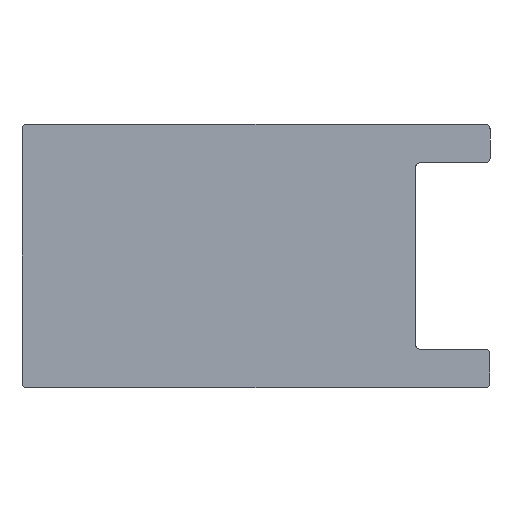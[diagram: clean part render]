
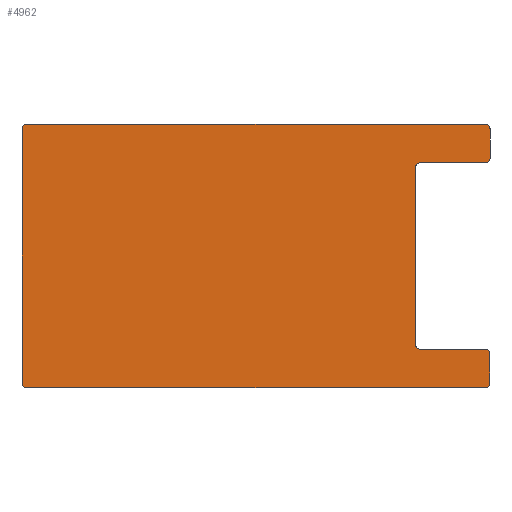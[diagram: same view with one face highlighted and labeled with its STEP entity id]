
A CAD part, front view. The second image highlights one B-rep face of the part: STEP entity #4962.
In plain terms, the highlighted planar face has unit normal (0, -1, 0).
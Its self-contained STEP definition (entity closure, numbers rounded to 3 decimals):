
#12 = VERTEX_POINT ( 'NONE', #2841 ) ;
#49 = DIRECTION ( 'NONE',  ( 0., 0., -1. ) ) ;
#50 = VERTEX_POINT ( 'NONE', #1541 ) ;
#157 = ORIENTED_EDGE ( 'NONE', *, *, #1374, .T. ) ;
#188 = DIRECTION ( 'NONE',  ( 0., 0., -1. ) ) ;
#191 = EDGE_CURVE ( 'NONE', #5578, #4819, #5512, .T. ) ;
#237 = CIRCLE ( 'NONE', #1208, 2.5 ) ;
#308 = ORIENTED_EDGE ( 'NONE', *, *, #2076, .T. ) ;
#313 = ORIENTED_EDGE ( 'NONE', *, *, #3975, .T. ) ;
#383 = CARTESIAN_POINT ( 'NONE',  ( 168.5, -10., 54.2 ) ) ;
#403 = CARTESIAN_POINT ( 'NONE',  ( 168.5, -10., 70.5 ) ) ;
#414 = CARTESIAN_POINT ( 'NONE',  ( 171., -10., 54.2 ) ) ;
#429 = CARTESIAN_POINT ( 'NONE',  ( 132.3, -10., 51.7 ) ) ;
#471 = DIRECTION ( 'NONE',  ( 0., -1., 0. ) ) ;
#477 = CARTESIAN_POINT ( 'NONE',  ( 168.5, -10., 51.7 ) ) ;
#534 = CIRCLE ( 'NONE', #5006, 2.5 ) ;
#592 = DIRECTION ( 'NONE',  ( 0., 0., -1. ) ) ;
#628 = EDGE_CURVE ( 'NONE', #4558, #4971, #4436, .T. ) ;
#642 = CARTESIAN_POINT ( 'NONE',  ( 171., -10., -70.5 ) ) ;
#645 = DIRECTION ( 'NONE',  ( -1., 0., 0. ) ) ;
#716 = CIRCLE ( 'NONE', #1681, 2.5 ) ;
#768 = CARTESIAN_POINT ( 'NONE',  ( 168.5, -10., -73. ) ) ;
#803 = ORIENTED_EDGE ( 'NONE', *, *, #4365, .T. ) ;
#817 = EDGE_LOOP ( 'NONE', ( #3447, #6039, #4567, #3982, #2297, #308, #157, #2817, #5476, #313, #803, #976, #2923, #4196, #1606, #1615 ) ) ;
#846 = DIRECTION ( 'NONE',  ( 0., 0., -1. ) ) ;
#893 = CARTESIAN_POINT ( 'NONE',  ( 129.8, -10., -49.2 ) ) ;
#950 = DIRECTION ( 'NONE',  ( 1., 0., 0. ) ) ;
#976 = ORIENTED_EDGE ( 'NONE', *, *, #4247, .T. ) ;
#1018 = DIRECTION ( 'NONE',  ( 0., 0., -1. ) ) ;
#1037 = DIRECTION ( 'NONE',  ( 0., 0., 1. ) ) ;
#1194 = CARTESIAN_POINT ( 'NONE',  ( 168.5, -10., -51.7 ) ) ;
#1208 = AXIS2_PLACEMENT_3D ( 'NONE', #1795, #5133, #1368 ) ;
#1298 = AXIS2_PLACEMENT_3D ( 'NONE', #2036, #3429, #49 ) ;
#1322 = VERTEX_POINT ( 'NONE', #4883 ) ;
#1368 = DIRECTION ( 'NONE',  ( 0., 0., -1. ) ) ;
#1374 = EDGE_CURVE ( 'NONE', #2631, #3047, #5632, .T. ) ;
#1393 = CARTESIAN_POINT ( 'NONE',  ( -86., -10., -73. ) ) ;
#1441 = VERTEX_POINT ( 'NONE', #3444 ) ;
#1541 = CARTESIAN_POINT ( 'NONE',  ( 132.3, -10., 51.7 ) ) ;
#1570 = EDGE_CURVE ( 'NONE', #50, #4558, #2777, .T. ) ;
#1580 = CARTESIAN_POINT ( 'NONE',  ( -88.5, -10., -70.5 ) ) ;
#1606 = ORIENTED_EDGE ( 'NONE', *, *, #628, .T. ) ;
#1615 = ORIENTED_EDGE ( 'NONE', *, *, #5186, .T. ) ;
#1633 = DIRECTION ( 'NONE',  ( 0., 1., 0. ) ) ;
#1681 = AXIS2_PLACEMENT_3D ( 'NONE', #3917, #1633, #3974 ) ;
#1771 = CARTESIAN_POINT ( 'NONE',  ( 171., -10., -54.2 ) ) ;
#1784 = DIRECTION ( 'NONE',  ( 0., 0., 1. ) ) ;
#1792 = VECTOR ( 'NONE', #1830, 1000. ) ;
#1795 = CARTESIAN_POINT ( 'NONE',  ( -86., -10., -70.5 ) ) ;
#1804 = VECTOR ( 'NONE', #5469, 1000. ) ;
#1805 = CARTESIAN_POINT ( 'NONE',  ( 171., -10., 54.2 ) ) ;
#1829 = VERTEX_POINT ( 'NONE', #2521 ) ;
#1830 = DIRECTION ( 'NONE',  ( 1., 0., 0. ) ) ;
#1900 = CARTESIAN_POINT ( 'NONE',  ( 171., -10., -70.5 ) ) ;
#1919 = DIRECTION ( 'NONE',  ( 0., 0., -1. ) ) ;
#2036 = CARTESIAN_POINT ( 'NONE',  ( 132.3, -10., -49.2 ) ) ;
#2076 = EDGE_CURVE ( 'NONE', #1322, #2631, #4172, .T. ) ;
#2104 = EDGE_CURVE ( 'NONE', #1441, #2131, #4155, .T. ) ;
#2113 = EDGE_CURVE ( 'NONE', #3047, #5578, #5680, .T. ) ;
#2131 = VERTEX_POINT ( 'NONE', #2951 ) ;
#2150 = CARTESIAN_POINT ( 'NONE',  ( 168.5, -10., -54.2 ) ) ;
#2207 = DIRECTION ( 'NONE',  ( 0., -1., 0. ) ) ;
#2297 = ORIENTED_EDGE ( 'NONE', *, *, #3761, .T. ) ;
#2301 = VECTOR ( 'NONE', #1037, 1000. ) ;
#2356 = LINE ( 'NONE', #414, #5210 ) ;
#2464 = AXIS2_PLACEMENT_3D ( 'NONE', #403, #471, #4025 ) ;
#2501 = DIRECTION ( 'NONE',  ( 0., -1., 0. ) ) ;
#2521 = CARTESIAN_POINT ( 'NONE',  ( -88.5, -10., 70.5 ) ) ;
#2582 = AXIS2_PLACEMENT_3D ( 'NONE', #383, #2207, #846 ) ;
#2631 = VERTEX_POINT ( 'NONE', #768 ) ;
#2655 = CIRCLE ( 'NONE', #1298, 2.5 ) ;
#2734 = EDGE_CURVE ( 'NONE', #2131, #5989, #3589, .T. ) ;
#2760 = DIRECTION ( 'NONE',  ( 0., 0., 1. ) ) ;
#2777 = LINE ( 'NONE', #429, #1792 ) ;
#2783 = FACE_OUTER_BOUND ( 'NONE', #817, .T. ) ;
#2817 = ORIENTED_EDGE ( 'NONE', *, *, #2113, .T. ) ;
#2832 = CARTESIAN_POINT ( 'NONE',  ( 168.5, -10., 70.5 ) ) ;
#2841 = CARTESIAN_POINT ( 'NONE',  ( 132.3, -10., -51.7 ) ) ;
#2844 = LINE ( 'NONE', #5569, #4616 ) ;
#2923 = ORIENTED_EDGE ( 'NONE', *, *, #4417, .T. ) ;
#2951 = CARTESIAN_POINT ( 'NONE',  ( 168.5, -10., 73. ) ) ;
#3047 = VERTEX_POINT ( 'NONE', #1900 ) ;
#3141 = EDGE_CURVE ( 'NONE', #1829, #3869, #2844, .T. ) ;
#3383 = VECTOR ( 'NONE', #950, 1000. ) ;
#3387 = VERTEX_POINT ( 'NONE', #893 ) ;
#3429 = DIRECTION ( 'NONE',  ( 0., 1., 0. ) ) ;
#3444 = CARTESIAN_POINT ( 'NONE',  ( 171., -10., 70.5 ) ) ;
#3447 = ORIENTED_EDGE ( 'NONE', *, *, #2104, .T. ) ;
#3467 = AXIS2_PLACEMENT_3D ( 'NONE', #5760, #4309, #4372 ) ;
#3481 = EDGE_CURVE ( 'NONE', #5989, #1829, #534, .T. ) ;
#3589 = LINE ( 'NONE', #5411, #1804 ) ;
#3761 = EDGE_CURVE ( 'NONE', #3869, #1322, #237, .T. ) ;
#3869 = VERTEX_POINT ( 'NONE', #1580 ) ;
#3872 = AXIS2_PLACEMENT_3D ( 'NONE', #2832, #4694, #1919 ) ;
#3898 = CARTESIAN_POINT ( 'NONE',  ( 168.5, -10., -51.7 ) ) ;
#3917 = CARTESIAN_POINT ( 'NONE',  ( 132.3, -10., 49.2 ) ) ;
#3974 = DIRECTION ( 'NONE',  ( 0., 0., -1. ) ) ;
#3975 = EDGE_CURVE ( 'NONE', #4819, #12, #5193, .T. ) ;
#3982 = ORIENTED_EDGE ( 'NONE', *, *, #3141, .T. ) ;
#4025 = DIRECTION ( 'NONE',  ( 0., 0., -1. ) ) ;
#4072 = CARTESIAN_POINT ( 'NONE',  ( 129.8, -10., -49.2 ) ) ;
#4098 = CARTESIAN_POINT ( 'NONE',  ( 129.8, -10., 49.2 ) ) ;
#4155 = CIRCLE ( 'NONE', #3872, 2.5 ) ;
#4172 = LINE ( 'NONE', #1393, #3383 ) ;
#4196 = ORIENTED_EDGE ( 'NONE', *, *, #1570, .T. ) ;
#4247 = EDGE_CURVE ( 'NONE', #3387, #5123, #5975, .T. ) ;
#4309 = DIRECTION ( 'NONE',  ( 0., -1., 0. ) ) ;
#4365 = EDGE_CURVE ( 'NONE', #12, #3387, #2655, .T. ) ;
#4372 = DIRECTION ( 'NONE',  ( 0., 0., -1. ) ) ;
#4392 = DIRECTION ( 'NONE',  ( 0., -1., 0. ) ) ;
#4417 = EDGE_CURVE ( 'NONE', #5123, #50, #716, .T. ) ;
#4436 = CIRCLE ( 'NONE', #2582, 2.5 ) ;
#4556 = PLANE ( 'NONE',  #2464 ) ;
#4558 = VERTEX_POINT ( 'NONE', #477 ) ;
#4567 = ORIENTED_EDGE ( 'NONE', *, *, #3481, .T. ) ;
#4616 = VECTOR ( 'NONE', #1018, 1000. ) ;
#4694 = DIRECTION ( 'NONE',  ( 0., -1., 0. ) ) ;
#4819 = VERTEX_POINT ( 'NONE', #1194 ) ;
#4883 = CARTESIAN_POINT ( 'NONE',  ( -86., -10., -73. ) ) ;
#4962 = ADVANCED_FACE ( 'NONE', ( #2783 ), #4556, .T. ) ;
#4971 = VERTEX_POINT ( 'NONE', #1805 ) ;
#5006 = AXIS2_PLACEMENT_3D ( 'NONE', #5269, #4392, #592 ) ;
#5123 = VERTEX_POINT ( 'NONE', #4098 ) ;
#5133 = DIRECTION ( 'NONE',  ( 0., -1., 0. ) ) ;
#5186 = EDGE_CURVE ( 'NONE', #4971, #1441, #2356, .T. ) ;
#5193 = LINE ( 'NONE', #3898, #5315 ) ;
#5210 = VECTOR ( 'NONE', #2760, 1000. ) ;
#5227 = AXIS2_PLACEMENT_3D ( 'NONE', #2150, #2501, #188 ) ;
#5269 = CARTESIAN_POINT ( 'NONE',  ( -86., -10., 70.5 ) ) ;
#5315 = VECTOR ( 'NONE', #645, 1000. ) ;
#5411 = CARTESIAN_POINT ( 'NONE',  ( 168.5, -10., 73. ) ) ;
#5469 = DIRECTION ( 'NONE',  ( -1., 0., 0. ) ) ;
#5471 = CARTESIAN_POINT ( 'NONE',  ( -86., -10., 73. ) ) ;
#5476 = ORIENTED_EDGE ( 'NONE', *, *, #191, .T. ) ;
#5512 = CIRCLE ( 'NONE', #5227, 2.5 ) ;
#5569 = CARTESIAN_POINT ( 'NONE',  ( -88.5, -10., 70.5 ) ) ;
#5578 = VERTEX_POINT ( 'NONE', #1771 ) ;
#5632 = CIRCLE ( 'NONE', #3467, 2.5 ) ;
#5680 = LINE ( 'NONE', #642, #2301 ) ;
#5760 = CARTESIAN_POINT ( 'NONE',  ( 168.5, -10., -70.5 ) ) ;
#5975 = LINE ( 'NONE', #4072, #5982 ) ;
#5982 = VECTOR ( 'NONE', #1784, 1000. ) ;
#5989 = VERTEX_POINT ( 'NONE', #5471 ) ;
#6039 = ORIENTED_EDGE ( 'NONE', *, *, #2734, .T. ) ;
